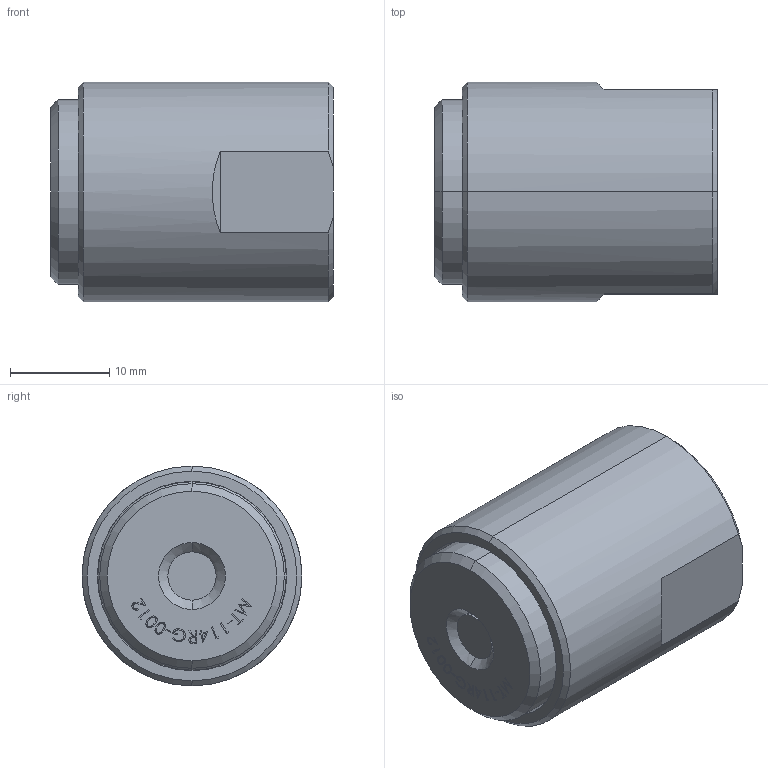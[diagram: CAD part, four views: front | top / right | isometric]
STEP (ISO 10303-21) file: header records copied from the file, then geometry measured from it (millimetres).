
FILE_DESCRIPTION (( 'STEP AP203' ), '1' );
FILE_NAME ('MT-114RG-0012.step', '2019-10-25T17:01:50', ( '' ), ( '' ), 'SwSTEP 2.0', 'SolidWorks 2020', '' );
FILE_SCHEMA (( 'CONFIG_CONTROL_DESIGN' ));
Length unit declared in the file: inch
Products named in the file (1): MT-114RG-0012
Bounding box: 28.56 x 22.2 x 22.2 mm (x, y, z)
Volume: 8124.4 mm3; surface area: 6399 mm2
Topology: 9 solids, 9 shells, 239 faces, 602 edges, 394 vertices
Faces by surface type: plane 116, bspline 41, cylinder 36, cone 30, sphere 10, torus 6
Entity records: 11236 total; most frequent: CARTESIAN_POINT 5865, ORIENTED_EDGE 1154, DIRECTION 952, EDGE_CURVE 577, VERTEX_POINT 379, VECTOR 352, LINE 352, AXIS2_PLACEMENT_3D 300
